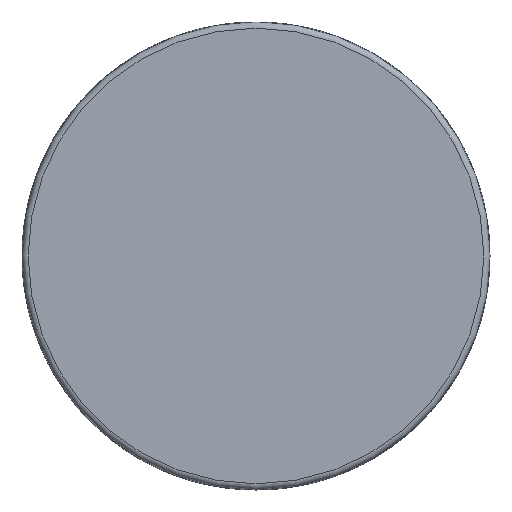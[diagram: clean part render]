
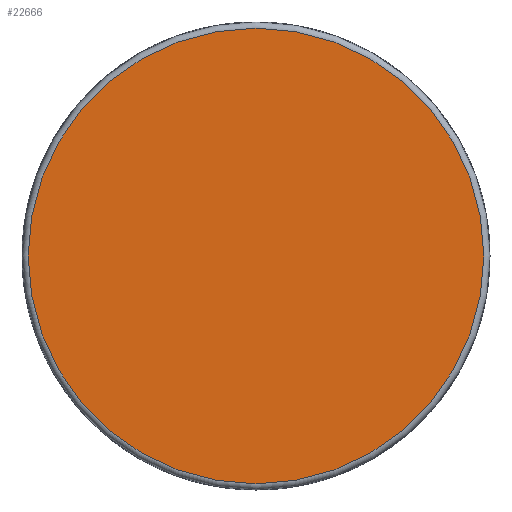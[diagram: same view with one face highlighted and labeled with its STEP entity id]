
A CAD part, left-side view. The second image highlights one B-rep face of the part: STEP entity #22666.
In plain terms, the highlighted planar face has unit normal (-1, 0, 0).
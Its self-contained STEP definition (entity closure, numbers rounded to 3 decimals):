
#18=PLANE('',#23163);
#2455=FACE_OUTER_BOUND('',#3805,.T.);
#3805=EDGE_LOOP('',(#21175,#21176));
#4080=CIRCLE('',#23161,18.4);
#4081=CIRCLE('',#23162,18.4);
#10179=VERTEX_POINT('',#60913);
#10180=VERTEX_POINT('',#60915);
#13847=EDGE_CURVE('',#10179,#10180,#4080,.T.);
#13848=EDGE_CURVE('',#10180,#10179,#4081,.T.);
#21175=ORIENTED_EDGE('',*,*,#13848,.F.);
#21176=ORIENTED_EDGE('',*,*,#13847,.F.);
#22666=ADVANCED_FACE('',(#2455),#18,.T.);
#23161=AXIS2_PLACEMENT_3D('',#60916,#24366,#24367);
#23162=AXIS2_PLACEMENT_3D('',#60917,#24368,#24369);
#23163=AXIS2_PLACEMENT_3D('',#60918,#24370,#24371);
#24366=DIRECTION('center_axis',(1.,0.,0.));
#24367=DIRECTION('ref_axis',(0.,-1.,0.));
#24368=DIRECTION('center_axis',(1.,0.,0.));
#24369=DIRECTION('ref_axis',(0.,-1.,0.));
#24370=DIRECTION('center_axis',(-1.,0.,0.));
#24371=DIRECTION('ref_axis',(0.,0.,1.));
#60913=CARTESIAN_POINT('',(-25.,0.,18.4));
#60915=CARTESIAN_POINT('',(-25.,18.4,0.));
#60916=CARTESIAN_POINT('Origin',(-25.,0.,0.));
#60917=CARTESIAN_POINT('Origin',(-25.,0.,0.));
#60918=CARTESIAN_POINT('Origin',(-25.,18.9,0.));
